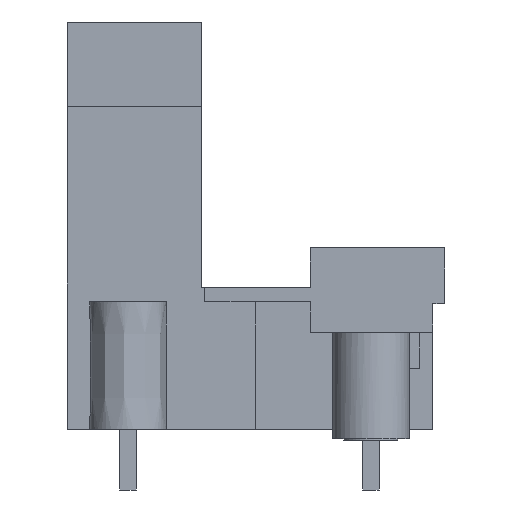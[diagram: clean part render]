
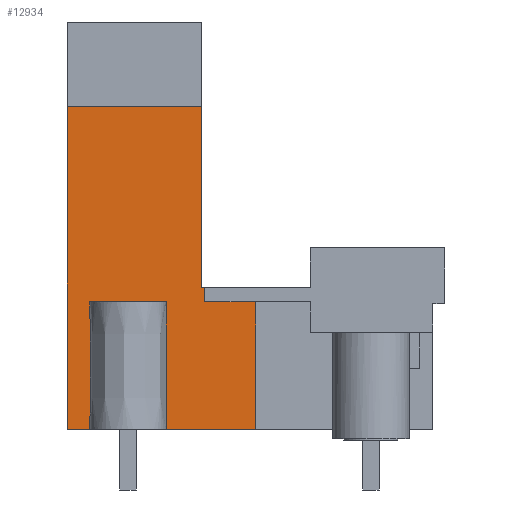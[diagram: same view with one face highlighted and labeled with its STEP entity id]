
A CAD part, left-side view. The second image highlights one B-rep face of the part: STEP entity #12934.
In plain terms, the highlighted planar face has unit normal (-1, 0, 0).
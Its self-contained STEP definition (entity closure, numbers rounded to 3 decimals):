
#12859=AXIS2_PLACEMENT_3D('Plane Axis2P3D',#12856,#12857,#12858) ;
#7129=CARTESIAN_POINT('Vertex',(3.84,23.67,3.8)) ;
#7132=CARTESIAN_POINT('Line Origine',(3.84,23.67,13.93)) ;
#7136=CARTESIAN_POINT('Vertex',(3.84,23.67,24.06)) ;
#7433=CARTESIAN_POINT('Vertex',(3.84,15.24,24.06)) ;
#7436=CARTESIAN_POINT('Line Origine',(3.84,15.24,18.38)) ;
#7440=CARTESIAN_POINT('Vertex',(3.84,15.24,12.7)) ;
#8529=CARTESIAN_POINT('Vertex',(3.84,21.887,3.8)) ;
#8532=CARTESIAN_POINT('Line Origine',(3.84,22.779,3.8)) ;
#8746=CARTESIAN_POINT('Vertex',(3.84,11.84,3.8)) ;
#8749=CARTESIAN_POINT('Line Origine',(3.84,13.165,3.8)) ;
#8753=CARTESIAN_POINT('Vertex',(3.84,14.49,3.8)) ;
#8756=CARTESIAN_POINT('Line Origine',(3.84,16.171,3.8)) ;
#8760=CARTESIAN_POINT('Vertex',(3.84,17.853,3.8)) ;
#12856=CARTESIAN_POINT('Axis2P3D Location',(3.84,23.67,3.2)) ;
#12861=CARTESIAN_POINT('Line Origine',(3.84,20.055,24.06)) ;
#12865=CARTESIAN_POINT('Vertex',(3.84,16.44,24.06)) ;
#12868=CARTESIAN_POINT('Line Origine',(3.84,21.887,7.8)) ;
#12872=CARTESIAN_POINT('Vertex',(3.84,21.887,11.8)) ;
#12875=CARTESIAN_POINT('Line Origine',(3.84,19.87,11.8)) ;
#12879=CARTESIAN_POINT('Vertex',(3.84,17.853,11.8)) ;
#12882=CARTESIAN_POINT('Line Origine',(3.84,17.853,7.8)) ;
#12887=CARTESIAN_POINT('Line Origine',(3.84,11.84,7.8)) ;
#12891=CARTESIAN_POINT('Vertex',(3.84,11.84,11.8)) ;
#12894=CARTESIAN_POINT('Line Origine',(3.84,13.44,11.8)) ;
#12898=CARTESIAN_POINT('Vertex',(3.84,15.04,11.8)) ;
#12901=CARTESIAN_POINT('Line Origine',(3.84,15.04,12.25)) ;
#12905=CARTESIAN_POINT('Vertex',(3.84,15.04,12.7)) ;
#12908=CARTESIAN_POINT('Line Origine',(3.84,15.14,12.7)) ;
#12913=CARTESIAN_POINT('Line Origine',(3.84,15.84,24.06)) ;
#7133=DIRECTION('Vector Direction',(0.,0.,1.)) ;
#7437=DIRECTION('Vector Direction',(0.,0.,1.)) ;
#8533=DIRECTION('Vector Direction',(0.,1.,0.)) ;
#8750=DIRECTION('Vector Direction',(0.,-1.,0.)) ;
#8757=DIRECTION('Vector Direction',(0.,1.,0.)) ;
#12857=DIRECTION('Axis2P3D Direction',(-1.,0.,0.)) ;
#12858=DIRECTION('Axis2P3D XDirection',(0.,-1.,0.)) ;
#12862=DIRECTION('Vector Direction',(0.,1.,0.)) ;
#12869=DIRECTION('Vector Direction',(0.,0.,1.)) ;
#12876=DIRECTION('Vector Direction',(0.,1.,0.)) ;
#12883=DIRECTION('Vector Direction',(0.,0.,1.)) ;
#12888=DIRECTION('Vector Direction',(0.,0.,1.)) ;
#12895=DIRECTION('Vector Direction',(0.,1.,0.)) ;
#12902=DIRECTION('Vector Direction',(0.,0.,-1.)) ;
#12909=DIRECTION('Vector Direction',(0.,-1.,0.)) ;
#12914=DIRECTION('Vector Direction',(0.,-1.,0.)) ;
#7134=VECTOR('Line Direction',#7133,1.) ;
#7438=VECTOR('Line Direction',#7437,1.) ;
#8534=VECTOR('Line Direction',#8533,1.) ;
#8751=VECTOR('Line Direction',#8750,1.) ;
#8758=VECTOR('Line Direction',#8757,1.) ;
#12863=VECTOR('Line Direction',#12862,1.) ;
#12870=VECTOR('Line Direction',#12869,1.) ;
#12877=VECTOR('Line Direction',#12876,1.) ;
#12884=VECTOR('Line Direction',#12883,1.) ;
#12889=VECTOR('Line Direction',#12888,1.) ;
#12896=VECTOR('Line Direction',#12895,1.) ;
#12903=VECTOR('Line Direction',#12902,1.) ;
#12910=VECTOR('Line Direction',#12909,1.) ;
#12915=VECTOR('Line Direction',#12914,1.) ;
#12919=ORIENTED_EDGE('',*,*,#12867,.T.) ;
#12920=ORIENTED_EDGE('',*,*,#7138,.T.) ;
#12921=ORIENTED_EDGE('',*,*,#8536,.F.) ;
#12922=ORIENTED_EDGE('',*,*,#12874,.T.) ;
#12923=ORIENTED_EDGE('',*,*,#12881,.F.) ;
#12924=ORIENTED_EDGE('',*,*,#12886,.F.) ;
#12925=ORIENTED_EDGE('',*,*,#8762,.F.) ;
#12926=ORIENTED_EDGE('',*,*,#8755,.T.) ;
#12927=ORIENTED_EDGE('',*,*,#12893,.T.) ;
#12928=ORIENTED_EDGE('',*,*,#12900,.T.) ;
#12929=ORIENTED_EDGE('',*,*,#12907,.F.) ;
#12930=ORIENTED_EDGE('',*,*,#12912,.F.) ;
#12931=ORIENTED_EDGE('',*,*,#7442,.T.) ;
#12932=ORIENTED_EDGE('',*,*,#12917,.T.) ;
#12934=ADVANCED_FACE('HOUSING',(#12933),#12860,.T.) ;
#7138=EDGE_CURVE('',#7137,#7130,#7135,.F.) ;
#7442=EDGE_CURVE('',#7441,#7434,#7439,.T.) ;
#8536=EDGE_CURVE('',#8530,#7130,#8535,.T.) ;
#8755=EDGE_CURVE('',#8754,#8747,#8752,.T.) ;
#8762=EDGE_CURVE('',#8754,#8761,#8759,.T.) ;
#12867=EDGE_CURVE('',#12866,#7137,#12864,.T.) ;
#12874=EDGE_CURVE('',#8530,#12873,#12871,.T.) ;
#12881=EDGE_CURVE('',#12880,#12873,#12878,.T.) ;
#12886=EDGE_CURVE('',#8761,#12880,#12885,.T.) ;
#12893=EDGE_CURVE('',#8747,#12892,#12890,.T.) ;
#12900=EDGE_CURVE('',#12892,#12899,#12897,.T.) ;
#12907=EDGE_CURVE('',#12906,#12899,#12904,.T.) ;
#12912=EDGE_CURVE('',#7441,#12906,#12911,.T.) ;
#12917=EDGE_CURVE('',#7434,#12866,#12916,.F.) ;
#12918=EDGE_LOOP('',(#12919,#12920,#12921,#12922,#12923,#12924,#12925,#12926,#12927,#12928,#12929,#12930,#12931,#12932)) ;
#12933=FACE_OUTER_BOUND('',#12918,.T.) ;
#7135=LINE('Line',#7132,#7134) ;
#7439=LINE('Line',#7436,#7438) ;
#8535=LINE('Line',#8532,#8534) ;
#8752=LINE('Line',#8749,#8751) ;
#8759=LINE('Line',#8756,#8758) ;
#12864=LINE('Line',#12861,#12863) ;
#12871=LINE('Line',#12868,#12870) ;
#12878=LINE('Line',#12875,#12877) ;
#12885=LINE('Line',#12882,#12884) ;
#12890=LINE('Line',#12887,#12889) ;
#12897=LINE('Line',#12894,#12896) ;
#12904=LINE('Line',#12901,#12903) ;
#12911=LINE('Line',#12908,#12910) ;
#12916=LINE('Line',#12913,#12915) ;
#12860=PLANE('',#12859) ;
#7130=VERTEX_POINT('',#7129) ;
#7137=VERTEX_POINT('',#7136) ;
#7434=VERTEX_POINT('',#7433) ;
#7441=VERTEX_POINT('',#7440) ;
#8530=VERTEX_POINT('',#8529) ;
#8747=VERTEX_POINT('',#8746) ;
#8754=VERTEX_POINT('',#8753) ;
#8761=VERTEX_POINT('',#8760) ;
#12866=VERTEX_POINT('',#12865) ;
#12873=VERTEX_POINT('',#12872) ;
#12880=VERTEX_POINT('',#12879) ;
#12892=VERTEX_POINT('',#12891) ;
#12899=VERTEX_POINT('',#12898) ;
#12906=VERTEX_POINT('',#12905) ;
